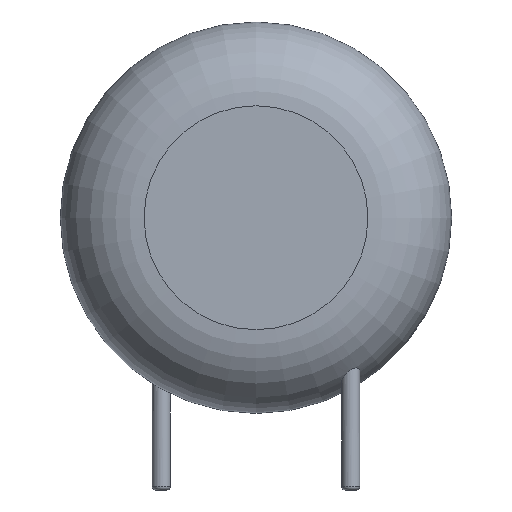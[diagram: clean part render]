
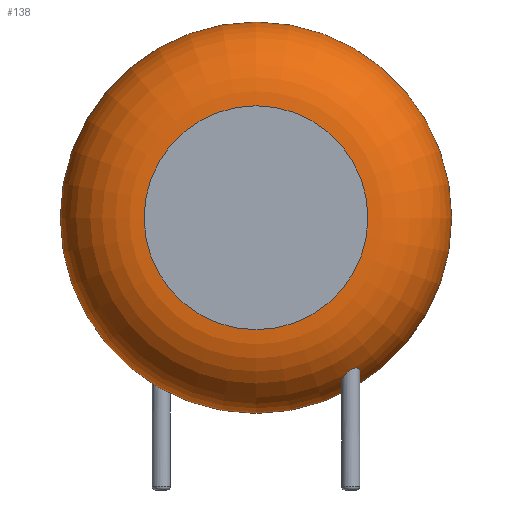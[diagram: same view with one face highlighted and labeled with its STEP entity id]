
A CAD part, front view. The second image highlights one B-rep face of the part: STEP entity #138.
In plain terms, the highlighted toroidal (fillet/blend) face has major radius 4.433 mm and minor radius 3.317 mm.
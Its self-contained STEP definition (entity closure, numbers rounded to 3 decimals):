
#24 = VERTEX_POINT('',#25);
#25 = CARTESIAN_POINT('',(11.5,-1.783,7.78));
#31 = EDGE_CURVE('',#24,#24,#32,.T.);
#32 = CIRCLE('',#33,7.75);
#33 = AXIS2_PLACEMENT_3D('',#34,#35,#36);
#34 = CARTESIAN_POINT('',(3.75,-1.783,7.78));
#35 = DIRECTION('',(0.,-1.,0.));
#36 = DIRECTION('',(1.,0.,0.));
#138 = ADVANCED_FACE('',(#139,#159),#227,.T.);
#139 = FACE_BOUND('',#140,.T.);
#140 = EDGE_LOOP('',(#141,#142,#151,#158));
#141 = ORIENTED_EDGE('',*,*,#31,.T.);
#142 = ORIENTED_EDGE('',*,*,#143,.T.);
#143 = EDGE_CURVE('',#24,#144,#146,.T.);
#144 = VERTEX_POINT('',#145);
#145 = CARTESIAN_POINT('',(8.183,-5.1,7.78));
#146 = CIRCLE('',#147,3.317);
#147 = AXIS2_PLACEMENT_3D('',#148,#149,#150);
#148 = CARTESIAN_POINT('',(8.183,-1.783,7.78));
#149 = DIRECTION('',(0.,0.,-1.));
#150 = DIRECTION('',(1.,0.,0.));
#151 = ORIENTED_EDGE('',*,*,#152,.F.);
#152 = EDGE_CURVE('',#144,#144,#153,.T.);
#153 = CIRCLE('',#154,4.433);
#154 = AXIS2_PLACEMENT_3D('',#155,#156,#157);
#155 = CARTESIAN_POINT('',(3.75,-5.1,7.78));
#156 = DIRECTION('',(0.,-1.,0.));
#157 = DIRECTION('',(1.,0.,0.));
#158 = ORIENTED_EDGE('',*,*,#143,.F.);
#159 = FACE_BOUND('',#160,.T.);
#160 = EDGE_LOOP('',(#161,#174));
#161 = ORIENTED_EDGE('',*,*,#162,.T.);
#162 = EDGE_CURVE('',#163,#165,#167,.T.);
#163 = VERTEX_POINT('',#164);
#164 = CARTESIAN_POINT('',(7.86,-3.4,1.712));
#165 = VERTEX_POINT('',#166);
#166 = CARTESIAN_POINT('',(7.826,-3.246,1.592)
);
#167 = B_SPLINE_CURVE_WITH_KNOTS('',5,(#168,#169,#170,#171,#172,#173),
.UNSPECIFIED.,.F.,.F.,(6,6),(0.,1.),.PIECEWISE_BEZIER_KNOTS.);
#168 = CARTESIAN_POINT('',(7.86,-3.4,1.712));
#169 = CARTESIAN_POINT('',(7.86,-3.368,1.69));
#170 = CARTESIAN_POINT('',(7.856,-3.336,1.667
));
#171 = CARTESIAN_POINT('',(7.849,-3.305,1.643)
);
#172 = CARTESIAN_POINT('',(7.839,-3.275,1.618
));
#173 = CARTESIAN_POINT('',(7.826,-3.246,1.592)
);
#174 = ORIENTED_EDGE('',*,*,#175,.T.);
#175 = EDGE_CURVE('',#165,#163,#176,.T.);
#176 = B_SPLINE_CURVE_WITH_KNOTS('',7,(#177,#178,#179,#180,#181,#182,
#183,#184,#185,#186,#187,#188,#189,#190,#191,#192,#193,#194,#195,
#196,#197,#198,#199,#200,#201,#202,#203,#204,#205,#206,#207,#208,
#209,#210,#211,#212,#213,#214,#215,#216,#217,#218,#219,#220,#221,
#222,#223,#224,#225,#226),.UNSPECIFIED.,.F.,.F.,(8,6,6,6,6,6,6,6,8),
(0.,0.204,0.341,0.425,0.469,
0.599,0.762,0.926,1.),.UNSPECIFIED.);
#177 = CARTESIAN_POINT('',(7.826,-3.246,1.592)
);
#178 = CARTESIAN_POINT('',(7.801,-3.194,1.545
));
#179 = CARTESIAN_POINT('',(7.766,-3.146,1.496));
#180 = CARTESIAN_POINT('',(7.723,-3.105,1.447
));
#181 = CARTESIAN_POINT('',(7.671,-3.072,1.398)
);
#182 = CARTESIAN_POINT('',(7.613,-3.049,1.352
));
#183 = CARTESIAN_POINT('',(7.551,-3.038,1.31
));
#184 = CARTESIAN_POINT('',(7.445,-3.042,1.251)
);
#185 = CARTESIAN_POINT('',(7.402,-3.049,1.23
));
#186 = CARTESIAN_POINT('',(7.36,-3.063,1.213
));
#187 = CARTESIAN_POINT('',(7.32,-3.082,1.201
));
#188 = CARTESIAN_POINT('',(7.283,-3.107,1.193
));
#189 = CARTESIAN_POINT('',(7.25,-3.137,1.191)
);
#190 = CARTESIAN_POINT('',(7.206,-3.191,1.195
));
#191 = CARTESIAN_POINT('',(7.191,-3.213,1.199
));
#192 = CARTESIAN_POINT('',(7.177,-3.236,1.205
));
#193 = CARTESIAN_POINT('',(7.167,-3.259,1.212
));
#194 = CARTESIAN_POINT('',(7.158,-3.284,1.221)
);
#195 = CARTESIAN_POINT('',(7.151,-3.308,1.232)
);
#196 = CARTESIAN_POINT('',(7.144,-3.346,1.251)
);
#197 = CARTESIAN_POINT('',(7.142,-3.359,1.258)
);
#198 = CARTESIAN_POINT('',(7.141,-3.372,1.265)
);
#199 = CARTESIAN_POINT('',(7.14,-3.385,1.273
));
#200 = CARTESIAN_POINT('',(7.14,-3.398,1.281
));
#201 = CARTESIAN_POINT('',(7.14,-3.411,1.289
));
#202 = CARTESIAN_POINT('',(7.143,-3.462,1.323
));
#203 = CARTESIAN_POINT('',(7.151,-3.499,1.352
));
#204 = CARTESIAN_POINT('',(7.162,-3.534,1.382)
);
#205 = CARTESIAN_POINT('',(7.177,-3.568,1.415
));
#206 = CARTESIAN_POINT('',(7.196,-3.599,1.448
));
#207 = CARTESIAN_POINT('',(7.219,-3.628,1.482)
);
#208 = CARTESIAN_POINT('',(7.276,-3.686,1.56
));
#209 = CARTESIAN_POINT('',(7.313,-3.713,1.603
));
#210 = CARTESIAN_POINT('',(7.354,-3.736,1.645)
);
#211 = CARTESIAN_POINT('',(7.399,-3.752,1.686)
);
#212 = CARTESIAN_POINT('',(7.447,-3.762,1.724)
);
#213 = CARTESIAN_POINT('',(7.498,-3.764,1.757
));
#214 = CARTESIAN_POINT('',(7.599,-3.75,1.809
));
#215 = CARTESIAN_POINT('',(7.65,-3.734,1.828
));
#216 = CARTESIAN_POINT('',(7.699,-3.71,1.839
));
#217 = CARTESIAN_POINT('',(7.742,-3.677,1.84
));
#218 = CARTESIAN_POINT('',(7.778,-3.638,1.832
));
#219 = CARTESIAN_POINT('',(7.807,-3.595,1.817
));
#220 = CARTESIAN_POINT('',(7.837,-3.528,1.787
));
#221 = CARTESIAN_POINT('',(7.845,-3.507,1.777)
);
#222 = CARTESIAN_POINT('',(7.851,-3.486,1.766
));
#223 = CARTESIAN_POINT('',(7.855,-3.465,1.753
));
#224 = CARTESIAN_POINT('',(7.859,-3.443,1.74)
);
#225 = CARTESIAN_POINT('',(7.86,-3.421,1.726));
#226 = CARTESIAN_POINT('',(7.86,-3.4,1.712));
#227 = TOROIDAL_SURFACE('',#228,4.433,3.317);
#228 = AXIS2_PLACEMENT_3D('',#229,#230,#231);
#229 = CARTESIAN_POINT('',(3.75,-1.783,7.78));
#230 = DIRECTION('',(0.,-1.,0.));
#231 = DIRECTION('',(1.,0.,0.));
